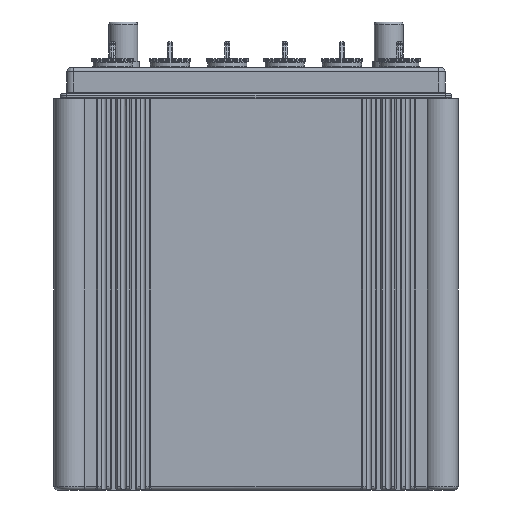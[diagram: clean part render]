
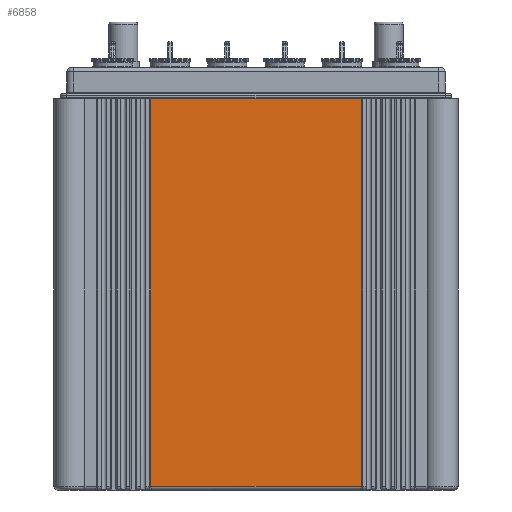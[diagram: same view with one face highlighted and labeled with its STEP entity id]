
A CAD part, front view. The second image highlights one B-rep face of the part: STEP entity #6858.
In plain terms, the highlighted planar face has unit normal (0, -1, 0).
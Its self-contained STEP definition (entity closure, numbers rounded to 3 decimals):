
#1006=DIRECTION('',(1.,0.,0.));
#1007=VECTOR('',#1006,161.522);
#1008=CARTESIAN_POINT('',(-80.761,-100.,300.));
#1009=LINE('',#1008,#1007);
#2243=DIRECTION('',(-1.,0.,0.));
#2244=VECTOR('',#2243,161.522);
#2245=CARTESIAN_POINT('',(80.761,-100.,3.));
#2246=LINE('',#2245,#2244);
#2247=DIRECTION('',(0.,0.,1.));
#2248=VECTOR('',#2247,297.);
#2249=CARTESIAN_POINT('',(-80.761,-100.,3.));
#2250=LINE('',#2249,#2248);
#2251=DIRECTION('',(0.,0.,1.));
#2252=VECTOR('',#2251,297.);
#2253=CARTESIAN_POINT('',(80.761,-100.,3.));
#2254=LINE('',#2253,#2252);
#3606=CARTESIAN_POINT('',(-80.761,-100.,300.));
#3607=VERTEX_POINT('',#3606);
#3732=CARTESIAN_POINT('',(80.761,-100.,300.));
#3733=VERTEX_POINT('',#3732);
#4102=CARTESIAN_POINT('',(80.761,-100.,3.));
#4103=CARTESIAN_POINT('',(-80.761,-100.,3.));
#4104=VERTEX_POINT('',#4102);
#4105=VERTEX_POINT('',#4103);
#6844=CARTESIAN_POINT('',(-150.,-100.,0.));
#6845=DIRECTION('',(0.,-1.,0.));
#6846=DIRECTION('',(1.,0.,0.));
#6847=AXIS2_PLACEMENT_3D('',#6844,#6845,#6846);
#6848=PLANE('',#6847);
#6850=ORIENTED_EDGE('',*,*,#6849,.T.);
#6852=ORIENTED_EDGE('',*,*,#6851,.T.);
#6853=ORIENTED_EDGE('',*,*,#5315,.T.);
#6855=ORIENTED_EDGE('',*,*,#6854,.F.);
#6856=EDGE_LOOP('',(#6850,#6852,#6853,#6855));
#6857=FACE_OUTER_BOUND('',#6856,.F.);
#6858=ADVANCED_FACE('',(#6857),#6848,.T.);
#5315=EDGE_CURVE('',#3607,#3733,#1009,.T.);
#6849=EDGE_CURVE('',#4104,#4105,#2246,.T.);
#6851=EDGE_CURVE('',#4105,#3607,#2250,.T.);
#6854=EDGE_CURVE('',#4104,#3733,#2254,.T.);
